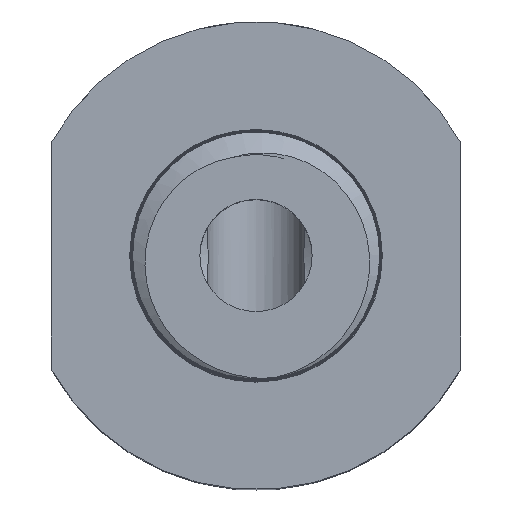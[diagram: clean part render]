
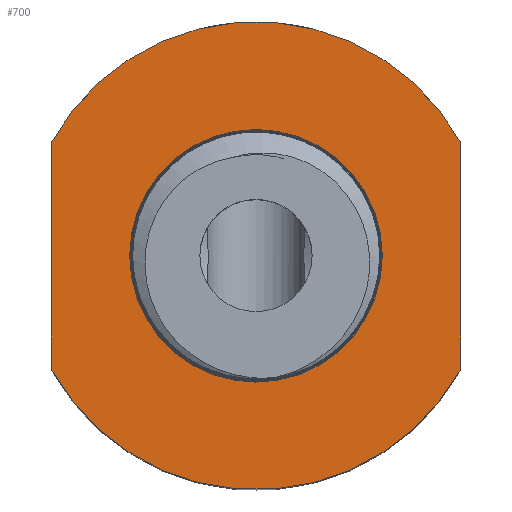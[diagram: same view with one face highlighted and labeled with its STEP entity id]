
A CAD part, top view. The second image highlights one B-rep face of the part: STEP entity #700.
In plain terms, the highlighted planar face has unit normal (0, 0, 1).
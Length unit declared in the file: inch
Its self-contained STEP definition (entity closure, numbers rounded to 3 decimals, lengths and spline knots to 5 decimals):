
#20=FACE_BOUND('',#125,.T.);
#26=PLANE('',#778);
#82=FACE_OUTER_BOUND('',#124,.T.);
#124=EDGE_LOOP('',(#643,#644,#645,#646));
#125=EDGE_LOOP('',(#647));
#137=CIRCLE('',#753,0.27);
#142=CIRCLE('',#766,0.5);
#145=CIRCLE('',#772,0.5);
#224=LINE('',#3442,#256);
#229=LINE('',#3515,#261);
#256=VECTOR('',#896,0.3937);
#261=VECTOR('',#919,0.3937);
#309=VERTEX_POINT('',#1755);
#320=VERTEX_POINT('',#3419);
#321=VERTEX_POINT('',#3421);
#324=VERTEX_POINT('',#3440);
#327=VERTEX_POINT('',#3461);
#396=EDGE_CURVE('',#309,#309,#137,.T.);
#418=EDGE_CURVE('',#320,#321,#142,.T.);
#423=EDGE_CURVE('',#324,#320,#224,.T.);
#428=EDGE_CURVE('',#327,#324,#145,.T.);
#436=EDGE_CURVE('',#321,#327,#229,.T.);
#643=ORIENTED_EDGE('',*,*,#428,.F.);
#644=ORIENTED_EDGE('',*,*,#436,.F.);
#645=ORIENTED_EDGE('',*,*,#418,.F.);
#646=ORIENTED_EDGE('',*,*,#423,.F.);
#647=ORIENTED_EDGE('',*,*,#396,.T.);
#700=ADVANCED_FACE('',(#82,#20),#26,.T.);
#753=AXIS2_PLACEMENT_3D('',#1757,#859,#860);
#766=AXIS2_PLACEMENT_3D('',#3422,#889,#890);
#772=AXIS2_PLACEMENT_3D('',#3463,#906,#907);
#778=AXIS2_PLACEMENT_3D('',#3518,#923,#924);
#859=DIRECTION('center_axis',(0.,0.,-1.));
#860=DIRECTION('ref_axis',(-1.,0.,0.));
#889=DIRECTION('center_axis',(0.,0.,-1.));
#890=DIRECTION('ref_axis',(1.,0.,0.));
#896=DIRECTION('',(0.,-1.,0.));
#906=DIRECTION('center_axis',(0.,0.,-1.));
#907=DIRECTION('ref_axis',(1.,0.,0.));
#919=DIRECTION('',(0.,1.,0.));
#923=DIRECTION('center_axis',(0.,0.,1.));
#924=DIRECTION('ref_axis',(1.,0.,0.));
#1755=CARTESIAN_POINT('',(0.,-0.27,0.78));
#1757=CARTESIAN_POINT('Origin',(0.,0.,0.78));
#3419=CARTESIAN_POINT('',(0.4375,-0.24206,0.78));
#3421=CARTESIAN_POINT('',(-0.4375,-0.24206,0.78));
#3422=CARTESIAN_POINT('Origin',(0.,0.,0.78));
#3440=CARTESIAN_POINT('',(0.4375,0.24206,0.78));
#3442=CARTESIAN_POINT('',(0.4375,-0.24206,0.78));
#3461=CARTESIAN_POINT('',(-0.4375,0.24206,0.78));
#3463=CARTESIAN_POINT('Origin',(0.,0.,0.78));
#3515=CARTESIAN_POINT('',(-0.4375,0.24206,0.78));
#3518=CARTESIAN_POINT('Origin',(0.,0.,0.78));
